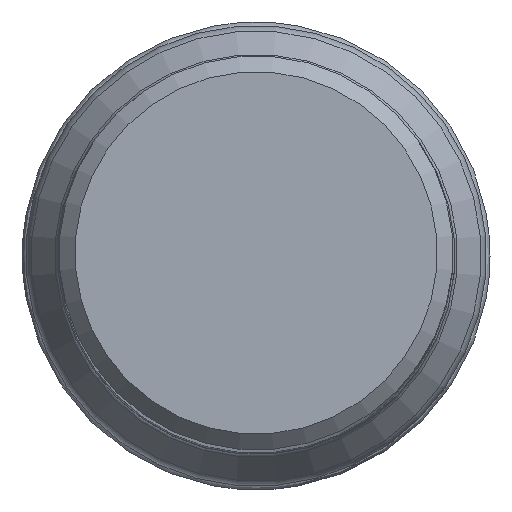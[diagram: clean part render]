
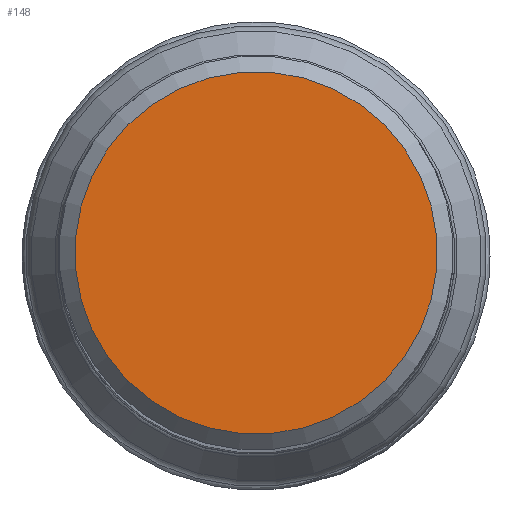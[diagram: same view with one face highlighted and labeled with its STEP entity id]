
A CAD part, top view. The second image highlights one B-rep face of the part: STEP entity #148.
In plain terms, the highlighted planar face has unit normal (0, 0, 1).
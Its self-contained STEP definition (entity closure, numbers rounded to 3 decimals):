
#148=ADVANCED_FACE('CLONE_TP_FACE',(#168),#165,.F.);
#165=PLANE('',#381);
#168=FACE_OUTER_BOUND('',#170,.T.);
#170=EDGE_LOOP('',(#200));
#200=ORIENTED_EDGE('',*,*,#246,.F.);
#230=VERTEX_POINT('',#522);
#246=EDGE_CURVE('',#230,#230,#261,.T.);
#261=CIRCLE('',#380,11.497);
#380=AXIS2_PLACEMENT_3D('',#521,#432,#433);
#381=AXIS2_PLACEMENT_3D('',#523,#434,#435);
#432=DIRECTION('',(0.,0.,-1.));
#433=DIRECTION('',(0.259,-0.966,0.));
#434=DIRECTION('',(0.,0.,-1.));
#435=DIRECTION('',(0.259,-0.966,0.));
#521=CARTESIAN_POINT('',(0.,0.,
0.));
#522=CARTESIAN_POINT('',(2.976,-11.105,0.));
#523=CARTESIAN_POINT('',(0.,0.,
0.));
